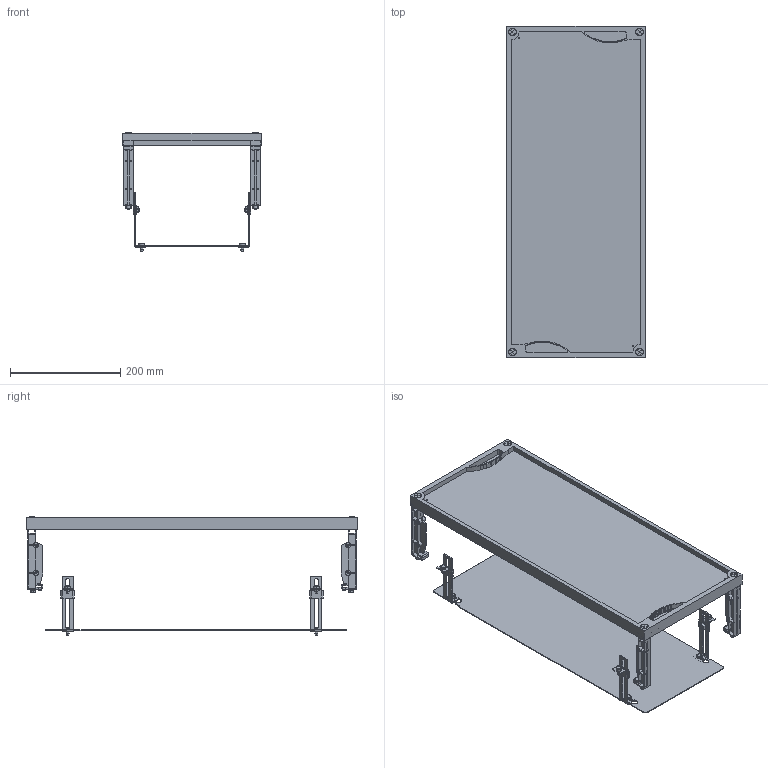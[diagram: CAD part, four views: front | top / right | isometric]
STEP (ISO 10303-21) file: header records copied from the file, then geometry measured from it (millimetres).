
FILE_DESCRIPTION(('STEP AP214'),'1');
FILE_NAME('cctmp_925D3D8E-358F-4BB6-9F03-189353DB5357_2023_07_22_14_11_06_0279..stp','2023-07-22T12:11:07',('SIEMENS A&D'),('CADClick - www.CADClick.com'),'Spatial InterOp 3D postprocessed',' ','unknown authorization');
FILE_SCHEMA(('AUTOMOTIVE_DESIGN'));
Length unit declared in the file: millimetre
Products named in the file (31): cc_unnamed; 2023_07_22_14_11_06_0221; 2023_07_22_14_11_06_0218; 2023_07_22_14_11_06_0214; 2023_07_22_14_11_06_0210; 2023_07_22_14_11_06_0206; 2023_07_22_14_11_06_0202; 2023_07_22_14_11_06_0198; 2023_07_22_14_11_06_0194; 2023_07_22_14_11_06_0190; 2023_07_22_14_11_06_0186; 2023_07_22_14_11_06_0182; 2023_07_22_14_11_06_0178; 2023_07_22_14_11_06_0174; 2023_07_22_14_11_06_0170; 2023_07_22_14_11_06_0166; 2023_07_22_14_11_06_0162; 2023_07_22_14_11_06_0158; 2023_07_22_14_11_06_0154; 2023_07_22_14_11_06_0151; 2023_07_22_14_11_06_0147; 2023_07_22_14_11_06_0143; 2023_07_22_14_11_06_0139; 2023_07_22_14_11_06_0135; 2023_07_22_14_11_06_0131; 2023_07_22_14_11_06_0127; 2023_07_22_14_11_06_0123; 2023_07_22_14_11_06_0119; 2023_07_22_14_11_06_0115; 2023_07_22_14_11_06_0111; 2023_07_22_14_11_06_0107
Assembly tree (30 placements, depth 2):
  cc_unnamed
    2023_07_22_14_11_06_0221
    2023_07_22_14_11_06_0218
    2023_07_22_14_11_06_0214
    2023_07_22_14_11_06_0210
    2023_07_22_14_11_06_0206
    2023_07_22_14_11_06_0202
    2023_07_22_14_11_06_0198
    2023_07_22_14_11_06_0194
    2023_07_22_14_11_06_0190
    2023_07_22_14_11_06_0186
    2023_07_22_14_11_06_0182
    2023_07_22_14_11_06_0178
    2023_07_22_14_11_06_0174
    2023_07_22_14_11_06_0170
    2023_07_22_14_11_06_0166
    2023_07_22_14_11_06_0162
    2023_07_22_14_11_06_0158
    2023_07_22_14_11_06_0154
    2023_07_22_14_11_06_0151
    2023_07_22_14_11_06_0147
    2023_07_22_14_11_06_0143
    2023_07_22_14_11_06_0139
    2023_07_22_14_11_06_0135
    2023_07_22_14_11_06_0131
    2023_07_22_14_11_06_0127
    2023_07_22_14_11_06_0123
    2023_07_22_14_11_06_0119
    2023_07_22_14_11_06_0115
    2023_07_22_14_11_06_0111
    2023_07_22_14_11_06_0107
Bounding box: 250 x 600 x 214.43 mm (x, y, z)
Volume: 1055350.6 mm3; surface area: 697575 mm2
Topology: 30 solids, 30 shells, 1554 faces, 4176 edges, 2744 vertices
Faces by surface type: plane 1092, cylinder 374, cone 56, torus 32
Entity records: 54257 total; most frequent: CARTESIAN_POINT 9105, ORIENTED_EDGE 8352, DIRECTION 8214, EDGE_CURVE 4176, LINE 3068, VECTOR 3068, VERTEX_POINT 2744, AXIS2_PLACEMENT_3D 2573
